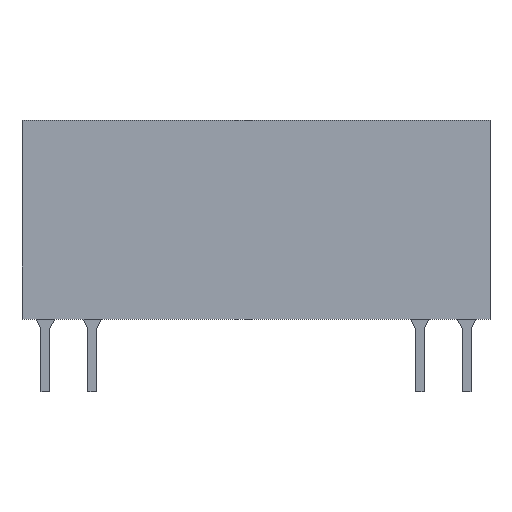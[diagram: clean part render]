
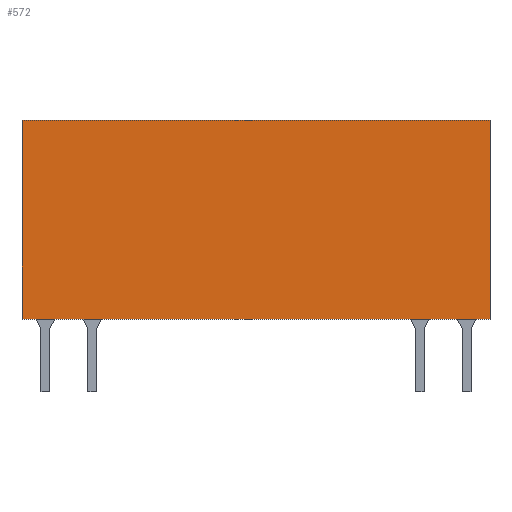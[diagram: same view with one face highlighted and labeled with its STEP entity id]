
A CAD part, top view. The second image highlights one B-rep face of the part: STEP entity #572.
In plain terms, the highlighted planar face has unit normal (0, 0, 1).
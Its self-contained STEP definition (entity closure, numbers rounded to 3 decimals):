
#97=DIRECTION('',(1.,0.,0.));
#98=VECTOR('',#97,25.4);
#99=CARTESIAN_POINT('',(-12.7,0.,3.05));
#100=LINE('',#99,#98);
#101=DIRECTION('',(0.,-1.,0.));
#102=VECTOR('',#101,10.8);
#103=CARTESIAN_POINT('',(-12.7,10.8,3.05));
#104=LINE('',#103,#102);
#105=DIRECTION('',(-1.,0.,0.));
#106=VECTOR('',#105,25.4);
#107=CARTESIAN_POINT('',(12.7,10.8,3.05));
#108=LINE('',#107,#106);
#109=DIRECTION('',(0.,1.,0.));
#110=VECTOR('',#109,10.8);
#111=CARTESIAN_POINT('',(12.7,0.,3.05));
#112=LINE('',#111,#110);
#345=CARTESIAN_POINT('',(-12.7,0.,3.05));
#346=CARTESIAN_POINT('',(12.7,0.,3.05));
#347=VERTEX_POINT('',#345);
#348=VERTEX_POINT('',#346);
#349=CARTESIAN_POINT('',(12.7,10.8,3.05));
#350=VERTEX_POINT('',#349);
#351=CARTESIAN_POINT('',(-12.7,10.8,3.05));
#352=VERTEX_POINT('',#351);
#561=CARTESIAN_POINT('',(0.,0.,3.05));
#562=DIRECTION('',(0.,0.,1.));
#563=DIRECTION('',(1.,0.,0.));
#564=AXIS2_PLACEMENT_3D('',#561,#562,#563);
#565=PLANE('',#564);
#566=ORIENTED_EDGE('',*,*,#473,.F.);
#567=ORIENTED_EDGE('',*,*,#528,.F.);
#568=ORIENTED_EDGE('',*,*,#542,.F.);
#569=ORIENTED_EDGE('',*,*,#555,.F.);
#570=EDGE_LOOP('',(#566,#567,#568,#569));
#571=FACE_OUTER_BOUND('',#570,.F.);
#473=EDGE_CURVE('',#347,#348,#100,.T.);
#528=EDGE_CURVE('',#352,#347,#104,.T.);
#542=EDGE_CURVE('',#350,#352,#108,.T.);
#555=EDGE_CURVE('',#348,#350,#112,.T.);
#572=ADVANCED_FACE('',(#571),#565,.T.);
